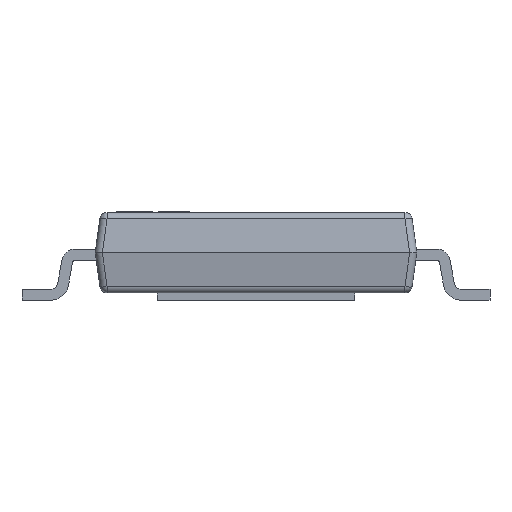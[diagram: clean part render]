
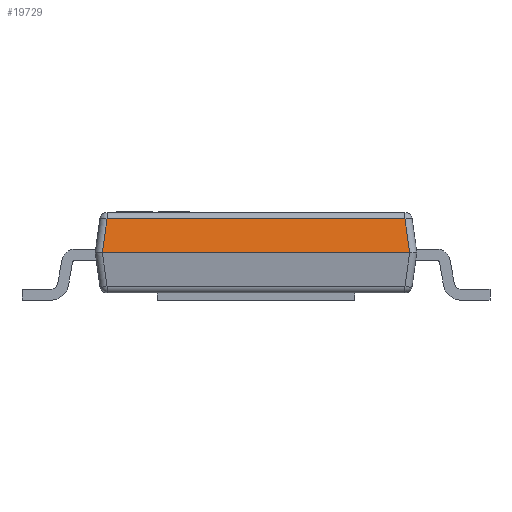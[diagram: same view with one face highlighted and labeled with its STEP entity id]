
A CAD part, left-side view. The second image highlights one B-rep face of the part: STEP entity #19729.
In plain terms, the highlighted planar face has unit normal (-0.99, 0, 0.139).
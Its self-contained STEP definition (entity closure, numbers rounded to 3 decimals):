
#8 = EDGE_CURVE ( 'NONE', #15052, #18221, #12007, .T. ) ;
#213 = DIRECTION ( 'NONE',  ( 0.138, 0.138, 0.981 ) ) ;
#510 = CARTESIAN_POINT ( 'NONE',  ( -2.502, 2.103, -0.013 ) ) ;
#833 = ORIENTED_EDGE ( 'NONE', *, *, #20734, .T. ) ;
#1285 = DIRECTION ( 'NONE',  ( 0.139, 0., 0.99 ) ) ;
#2014 = ORIENTED_EDGE ( 'NONE', *, *, #10612, .T. ) ;
#2311 = CARTESIAN_POINT ( 'NONE',  ( -2.5, 2.101, 0. ) ) ;
#2403 = DIRECTION ( 'NONE',  ( -0.138, 0.138, -0.981 ) ) ;
#3544 = EDGE_CURVE ( 'NONE', #18221, #22393, #18291, .T. ) ;
#3798 = CARTESIAN_POINT ( 'NONE',  ( -2.435, -2.036, 0.464 ) ) ;
#4302 = LINE ( 'NONE', #7854, #16168 ) ;
#7081 = DIRECTION ( 'NONE',  ( 0., 1., 0. ) ) ;
#7548 = CARTESIAN_POINT ( 'NONE',  ( -2.5, -2.101, 0. ) ) ;
#7778 = CARTESIAN_POINT ( 'NONE',  ( -2.435, 2.036, 0.464 ) ) ;
#7854 = CARTESIAN_POINT ( 'NONE',  ( -2.418, -2.019, 0.581 ) ) ;
#8112 = PLANE ( 'NONE',  #12043 ) ;
#8855 = VERTEX_POINT ( 'NONE', #7548 ) ;
#10238 = ORIENTED_EDGE ( 'NONE', *, *, #3544, .T. ) ;
#10612 = EDGE_CURVE ( 'NONE', #22393, #8855, #20832, .T. ) ;
#12007 = LINE ( 'NONE', #19444, #14424 ) ;
#12043 = AXIS2_PLACEMENT_3D ( 'NONE', #20794, #15218, #1285 ) ;
#13215 = EDGE_LOOP ( 'NONE', ( #2014, #833, #13945, #10238 ) ) ;
#13405 = DIRECTION ( 'NONE',  ( 0., -1., 0. ) ) ;
#13518 = CARTESIAN_POINT ( 'NONE',  ( -2.5, 2.2, 0. ) ) ;
#13945 = ORIENTED_EDGE ( 'NONE', *, *, #8, .T. ) ;
#14424 = VECTOR ( 'NONE', #7081, 1000. ) ;
#15052 = VERTEX_POINT ( 'NONE', #3798 ) ;
#15218 = DIRECTION ( 'NONE',  ( -0.99, 0., 0.139 ) ) ;
#16168 = VECTOR ( 'NONE', #213, 1000. ) ;
#17247 = VECTOR ( 'NONE', #13405, 1000. ) ;
#18221 = VERTEX_POINT ( 'NONE', #7778 ) ;
#18291 = LINE ( 'NONE', #510, #21431 ) ;
#19444 = CARTESIAN_POINT ( 'NONE',  ( -2.435, 2.123, 0.464 ) ) ;
#19729 = ADVANCED_FACE ( 'NONE', ( #20675 ), #8112, .T. ) ;
#20675 = FACE_OUTER_BOUND ( 'NONE', #13215, .T. ) ;
#20734 = EDGE_CURVE ( 'NONE', #8855, #15052, #4302, .T. ) ;
#20794 = CARTESIAN_POINT ( 'NONE',  ( -2.5, 2.2, 0. ) ) ;
#20832 = LINE ( 'NONE', #13518, #17247 ) ;
#21431 = VECTOR ( 'NONE', #2403, 1000. ) ;
#22393 = VERTEX_POINT ( 'NONE', #2311 ) ;
